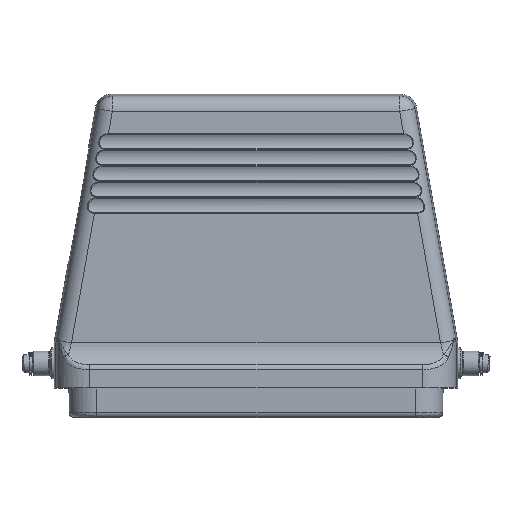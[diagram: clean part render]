
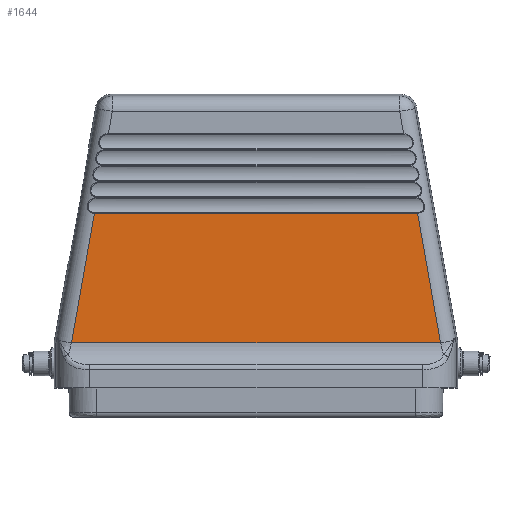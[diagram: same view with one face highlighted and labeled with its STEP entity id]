
A CAD part, top view. The second image highlights one B-rep face of the part: STEP entity #1644.
In plain terms, the highlighted planar face has unit normal (0, 0, 1).
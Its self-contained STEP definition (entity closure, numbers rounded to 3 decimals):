
#1644=ADVANCED_FACE('720',(#2356),#2003,.T.);
#2003=PLANE('',#9763);
#2356=FACE_OUTER_BOUND('',#2921,.T.);
#2921=EDGE_LOOP('',(#4758,#4759,#4760,#4761));
#4758=ORIENTED_EDGE('',*,*,#7593,.T.);
#4759=ORIENTED_EDGE('',*,*,#7467,.T.);
#4760=ORIENTED_EDGE('',*,*,#7642,.T.);
#4761=ORIENTED_EDGE('',*,*,#7645,.F.);
#6413=VERTEX_POINT('',#17353);
#6414=VERTEX_POINT('',#17355);
#6485=VERTEX_POINT('',#17959);
#6515=VERTEX_POINT('',#18397);
#7467=EDGE_CURVE('3193',#6414,#6413,#8443,.T.);
#7593=EDGE_CURVE('3235',#6485,#6414,#8488,.T.);
#7642=EDGE_CURVE('3234',#6413,#6515,#8510,.T.);
#7645=EDGE_CURVE('3200',#6485,#6515,#8511,.T.);
#8443=LINE('',#17354,#9006);
#8488=LINE('',#17958,#9051);
#8510=LINE('',#18398,#9073);
#8511=LINE('',#18485,#9074);
#9006=VECTOR('',#11159,1.);
#9051=VECTOR('',#11418,1.);
#9073=VECTOR('',#11474,1.);
#9074=VECTOR('',#11477,1.);
#9763=AXIS2_PLACEMENT_3D('',#18486,#11478,#11479);
#11159=DIRECTION('',(1.,0.,0.));
#11418=DIRECTION('',(-0.174,-0.985,0.));
#11474=DIRECTION('',(-0.174,0.985,0.));
#11477=DIRECTION('',(1.,0.,0.));
#11478=DIRECTION('',(0.,0.,1.));
#11479=DIRECTION('',(0.,-1.,0.));
#17353=CARTESIAN_POINT('',(60.104,14.706,40.));
#17354=CARTESIAN_POINT('',(-60.104,14.706,40.));
#17355=CARTESIAN_POINT('',(-60.104,14.706,40.));
#17958=CARTESIAN_POINT('',(-52.655,56.949,40.));
#17959=CARTESIAN_POINT('',(-52.655,56.949,40.));
#18397=CARTESIAN_POINT('',(52.655,56.949,40.));
#18398=CARTESIAN_POINT('',(60.104,14.706,40.));
#18485=CARTESIAN_POINT('',(-55.244,56.949,40.));
#18486=CARTESIAN_POINT('',(-78.9,14.706,40.));
